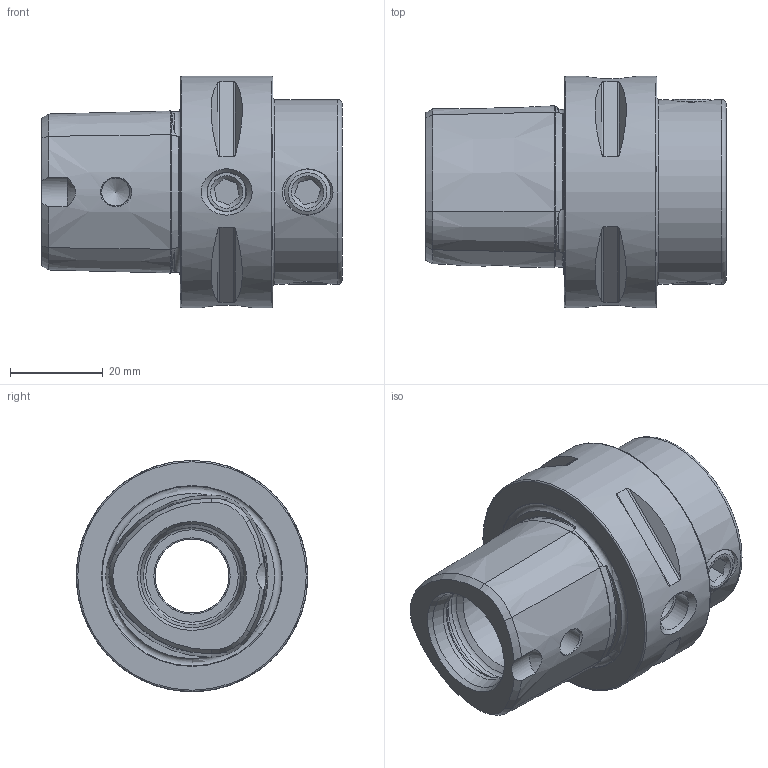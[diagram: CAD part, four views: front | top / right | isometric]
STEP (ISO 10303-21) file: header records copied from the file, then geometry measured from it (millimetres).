
FILE_DESCRIPTION (( 'STEP AP214' ), '1' );
FILE_NAME ('PS5.B16.K01.035.STEP', '2021-01-14T08:18:50', ( '' ), ( '' ), 'SwSTEP 2.0', 'SolidWorks 2017', '' );
FILE_SCHEMA (( 'AUTOMOTIVE_DESIGN' ));
Length unit declared in the file: millimetre
Products named in the file (3): PS5.B16.K01.035; PS5-B16.K01.035_A; ISO 4026 - M10 x 12_PreviewCfg
Assembly tree (7 placements, depth 2):
  PS5.B16.K01.035
    PS5-B16.K01.035_A
    ISO 4026 - M10 x 12_PreviewCfg  x6
Bounding box: 65 x 50 x 50 mm (x, y, z)
Volume: 67062.7 mm3; surface area: 20647.8 mm2
Topology: 7 solids, 7 shells, 177 faces, 412 edges, 259 vertices
Faces by surface type: plane 74, cone 56, cylinder 30, torus 17
Full cylindrical faces by diameter (mm): 6.1 x2, 8.5 x6, 10 x6, 16 x1, 16.5 x1, 21 x2, 24 x1, 40 x1, 50 x1
Entity records: 4467 total; most frequent: CARTESIAN_POINT 1964, DIRECTION 468, ORIENTED_EDGE 420, EDGE_CURVE 210, AXIS2_PLACEMENT_3D 207, EDGE_LOOP 178, VERTEX_POINT 152, FACE_OUTER_BOUND 136
